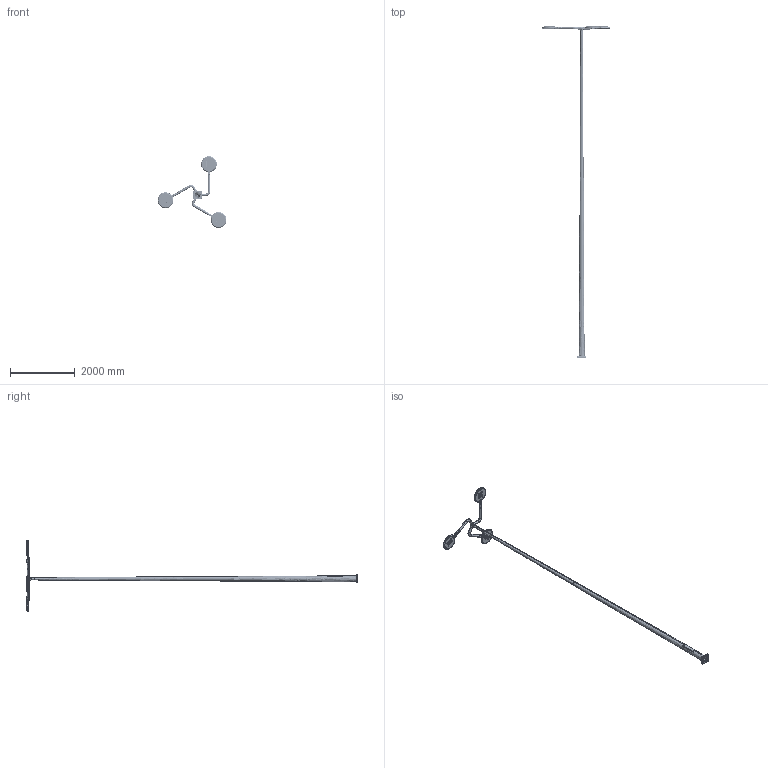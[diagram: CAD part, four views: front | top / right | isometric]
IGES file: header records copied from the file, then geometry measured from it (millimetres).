
Start section: SolidWorks IGES file using analytic representation for surfaces
Global section: file name: hela-3-10(100)-(Ê240-180-4õ25)-ö+ïî.IGS; native system: SolidWorks 2020; preprocessor: SolidWorks 2020; author: Åêàòåðèíà; date: 210707.170425; units: millimetre
Bounding box: 2133.25 x 10278.01 x 2216.11 mm (x, y, z)
Surface area: 12057834.7 mm2 (no closed solid volume)
Topology: 0 solids, 0 shells, 2817 faces, 51289 edges, 51249 vertices
Faces by surface type: revolution 1630, bspline 1187
